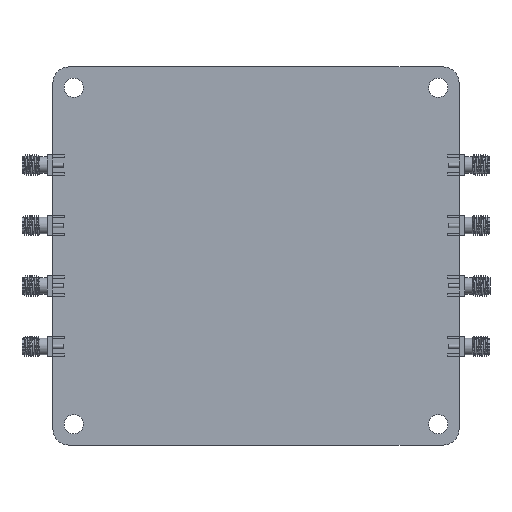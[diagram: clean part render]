
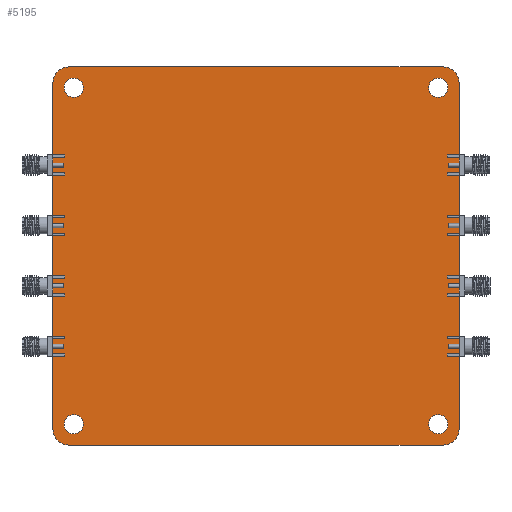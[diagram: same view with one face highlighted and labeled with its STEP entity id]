
A CAD part, top view. The second image highlights one B-rep face of the part: STEP entity #5195.
In plain terms, the highlighted planar face has unit normal (0, 0, 1).
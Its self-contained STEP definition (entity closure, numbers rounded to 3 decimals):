
#4786 = VERTEX_POINT('',#4787);
#4787 = CARTESIAN_POINT('',(181.5,-23.1,1.51));
#4793 = EDGE_CURVE('',#4786,#4794,#4796,.T.);
#4794 = VERTEX_POINT('',#4795);
#4795 = CARTESIAN_POINT('',(186.5,-28.1,1.51));
#4796 = CIRCLE('',#4797,5.);
#4797 = AXIS2_PLACEMENT_3D('',#4798,#4799,#4800);
#4798 = CARTESIAN_POINT('',(181.5,-28.1,1.51));
#4799 = DIRECTION('',(0.,0.,-1.));
#4800 = DIRECTION('',(0.,1.,0.));
#4826 = EDGE_CURVE('',#4794,#4827,#4829,.T.);
#4827 = VERTEX_POINT('',#4828);
#4828 = CARTESIAN_POINT('',(186.5,-136.1,1.51));
#4829 = LINE('',#4830,#4831);
#4830 = CARTESIAN_POINT('',(186.5,-28.1,1.51));
#4831 = VECTOR('',#4832,1.);
#4832 = DIRECTION('',(0.,-1.,0.));
#4857 = EDGE_CURVE('',#4827,#4858,#4860,.T.);
#4858 = VERTEX_POINT('',#4859);
#4859 = CARTESIAN_POINT('',(181.5,-141.1,1.51));
#4860 = CIRCLE('',#4861,5.);
#4861 = AXIS2_PLACEMENT_3D('',#4862,#4863,#4864);
#4862 = CARTESIAN_POINT('',(181.5,-136.1,1.51));
#4863 = DIRECTION('',(0.,0.,-1.));
#4864 = DIRECTION('',(1.,0.,0.));
#4890 = EDGE_CURVE('',#4858,#4891,#4893,.T.);
#4891 = VERTEX_POINT('',#4892);
#4892 = CARTESIAN_POINT('',(64.788,-141.1,1.51));
#4893 = LINE('',#4894,#4895);
#4894 = CARTESIAN_POINT('',(181.5,-141.1,1.51));
#4895 = VECTOR('',#4896,1.);
#4896 = DIRECTION('',(-1.,0.,0.));
#4921 = EDGE_CURVE('',#4891,#4922,#4924,.T.);
#4922 = VERTEX_POINT('',#4923);
#4923 = CARTESIAN_POINT('',(59.788,-136.1,1.51));
#4924 = CIRCLE('',#4925,5.);
#4925 = AXIS2_PLACEMENT_3D('',#4926,#4927,#4928);
#4926 = CARTESIAN_POINT('',(64.788,-136.1,1.51));
#4927 = DIRECTION('',(0.,0.,-1.));
#4928 = DIRECTION('',(0.,-1.,0.));
#4954 = EDGE_CURVE('',#4922,#4955,#4957,.T.);
#4955 = VERTEX_POINT('',#4956);
#4956 = CARTESIAN_POINT('',(59.788,-28.1,1.51));
#4957 = LINE('',#4958,#4959);
#4958 = CARTESIAN_POINT('',(59.788,-136.1,1.51));
#4959 = VECTOR('',#4960,1.);
#4960 = DIRECTION('',(0.,1.,0.));
#4985 = EDGE_CURVE('',#4955,#4986,#4988,.T.);
#4986 = VERTEX_POINT('',#4987);
#4987 = CARTESIAN_POINT('',(64.788,-23.1,1.51));
#4988 = CIRCLE('',#4989,5.);
#4989 = AXIS2_PLACEMENT_3D('',#4990,#4991,#4992);
#4990 = CARTESIAN_POINT('',(64.788,-28.1,1.51));
#4991 = DIRECTION('',(0.,0.,-1.));
#4992 = DIRECTION('',(-1.,0.,-0.));
#5018 = EDGE_CURVE('',#4986,#4786,#5019,.T.);
#5019 = LINE('',#5020,#5021);
#5020 = CARTESIAN_POINT('',(64.788,-23.1,1.51));
#5021 = VECTOR('',#5022,1.);
#5022 = DIRECTION('',(1.,0.,0.));
#5042 = VERTEX_POINT('',#5043);
#5043 = CARTESIAN_POINT('',(69.3,-134.6,1.51));
#5049 = EDGE_CURVE('',#5042,#5042,#5050,.T.);
#5050 = CIRCLE('',#5051,3.);
#5051 = AXIS2_PLACEMENT_3D('',#5052,#5053,#5054);
#5052 = CARTESIAN_POINT('',(66.3,-134.6,1.51));
#5053 = DIRECTION('',(0.,0.,1.));
#5054 = DIRECTION('',(1.,0.,-0.));
#5075 = VERTEX_POINT('',#5076);
#5076 = CARTESIAN_POINT('',(183.,-134.6,1.51));
#5082 = EDGE_CURVE('',#5075,#5075,#5083,.T.);
#5083 = CIRCLE('',#5084,3.);
#5084 = AXIS2_PLACEMENT_3D('',#5085,#5086,#5087);
#5085 = CARTESIAN_POINT('',(180.,-134.6,1.51));
#5086 = DIRECTION('',(0.,0.,1.));
#5087 = DIRECTION('',(1.,0.,-0.));
#5108 = VERTEX_POINT('',#5109);
#5109 = CARTESIAN_POINT('',(69.3,-29.6,1.51));
#5115 = EDGE_CURVE('',#5108,#5108,#5116,.T.);
#5116 = CIRCLE('',#5117,3.);
#5117 = AXIS2_PLACEMENT_3D('',#5118,#5119,#5120);
#5118 = CARTESIAN_POINT('',(66.3,-29.6,1.51));
#5119 = DIRECTION('',(0.,0.,1.));
#5120 = DIRECTION('',(1.,0.,-0.));
#5141 = VERTEX_POINT('',#5142);
#5142 = CARTESIAN_POINT('',(183.,-29.6,1.51));
#5148 = EDGE_CURVE('',#5141,#5141,#5149,.T.);
#5149 = CIRCLE('',#5150,3.);
#5150 = AXIS2_PLACEMENT_3D('',#5151,#5152,#5153);
#5151 = CARTESIAN_POINT('',(180.,-29.6,1.51));
#5152 = DIRECTION('',(0.,0.,1.));
#5153 = DIRECTION('',(1.,0.,-0.));
#5195 = ADVANCED_FACE('',(#5196,#5206,#5209,#5212,#5215),#5218,.T.);
#5196 = FACE_BOUND('',#5197,.F.);
#5197 = EDGE_LOOP('',(#5198,#5199,#5200,#5201,#5202,#5203,#5204,#5205));
#5198 = ORIENTED_EDGE('',*,*,#4793,.T.);
#5199 = ORIENTED_EDGE('',*,*,#4826,.T.);
#5200 = ORIENTED_EDGE('',*,*,#4857,.T.);
#5201 = ORIENTED_EDGE('',*,*,#4890,.T.);
#5202 = ORIENTED_EDGE('',*,*,#4921,.T.);
#5203 = ORIENTED_EDGE('',*,*,#4954,.T.);
#5204 = ORIENTED_EDGE('',*,*,#4985,.T.);
#5205 = ORIENTED_EDGE('',*,*,#5018,.T.);
#5206 = FACE_BOUND('',#5207,.F.);
#5207 = EDGE_LOOP('',(#5208));
#5208 = ORIENTED_EDGE('',*,*,#5049,.T.);
#5209 = FACE_BOUND('',#5210,.F.);
#5210 = EDGE_LOOP('',(#5211));
#5211 = ORIENTED_EDGE('',*,*,#5082,.T.);
#5212 = FACE_BOUND('',#5213,.F.);
#5213 = EDGE_LOOP('',(#5214));
#5214 = ORIENTED_EDGE('',*,*,#5115,.T.);
#5215 = FACE_BOUND('',#5216,.F.);
#5216 = EDGE_LOOP('',(#5217));
#5217 = ORIENTED_EDGE('',*,*,#5148,.T.);
#5218 = PLANE('',#5219);
#5219 = AXIS2_PLACEMENT_3D('',#5220,#5221,#5222);
#5220 = CARTESIAN_POINT('',(0.,0.,1.51));
#5221 = DIRECTION('',(0.,0.,1.));
#5222 = DIRECTION('',(1.,0.,-0.));
